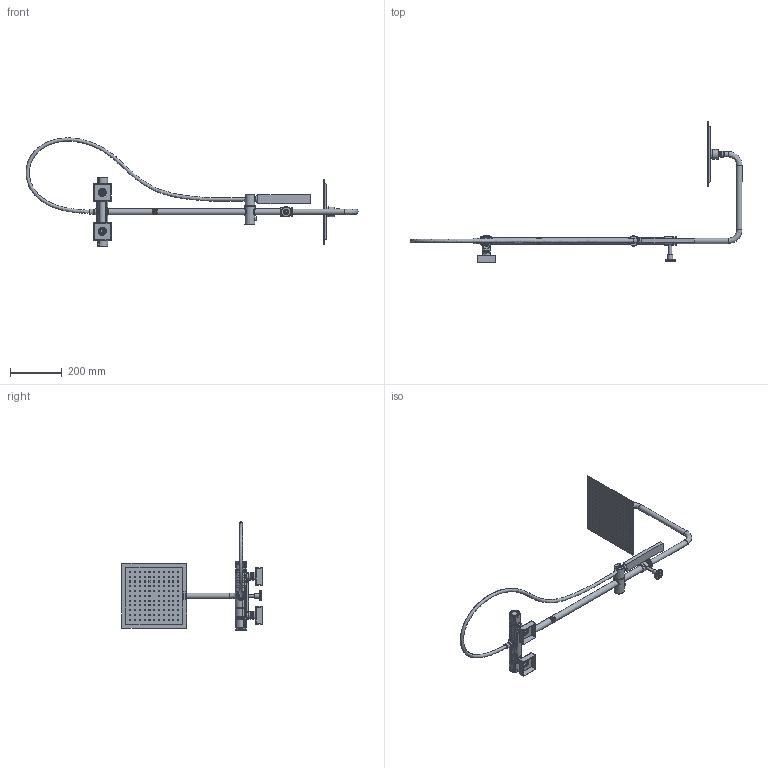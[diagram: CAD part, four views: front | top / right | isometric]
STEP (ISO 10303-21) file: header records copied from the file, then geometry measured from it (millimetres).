
FILE_DESCRIPTION (( 'STEP AP203' ), '1' );
FILE_NAME ('26DP04975.STEP', '2020-12-28T15:41:23', ( '' ), ( '' ), 'SwSTEP 2.0', 'SolidWorks 2018', '' );
FILE_SCHEMA (( 'CONFIG_CONTROL_DESIGN' ));
Products named in the file (1): 26DP04975
Bounding box: 1283.2 x 541.9 x 418.33 mm (x, y, z)
Volume: 1372427.5 mm3; surface area: 690846.6 mm2
Topology: 33 solids, 33 shells, 3231 faces, 7432 edges, 4687 vertices
Faces by surface type: plane 2471, cylinder 477, bspline 146, cone 103, torus 24, sphere 10
Full cylindrical faces by diameter (mm): 1 x164, 2.3 x1, 3.1 x2, 3.2 x1, 3.3 x2, 4 x3, 4.5 x1, 4.65 x2, 5.8 x7, 6 x2, 6.2 x1, 8.5 x1, 8.9 x1, 9 x1, 9.8 x3, 10 x2, 10.1 x2, 10.5 x1, 11 x1, 12 x1, 12.2 x1, 12.5 x1, 12.8 x1, 13.4 x1, 13.8 x1, 14 x2, 14.5 x2, 14.8 x1, 15 x6, 16 x2
Entity records: 103429 total; most frequent: CARTESIAN_POINT 36657, ORIENTED_EDGE 13734, DIRECTION 12446, EDGE_CURVE 6867, VERTEX_POINT 4575, LINE 4186, VECTOR 4186, EDGE_LOOP 4142
